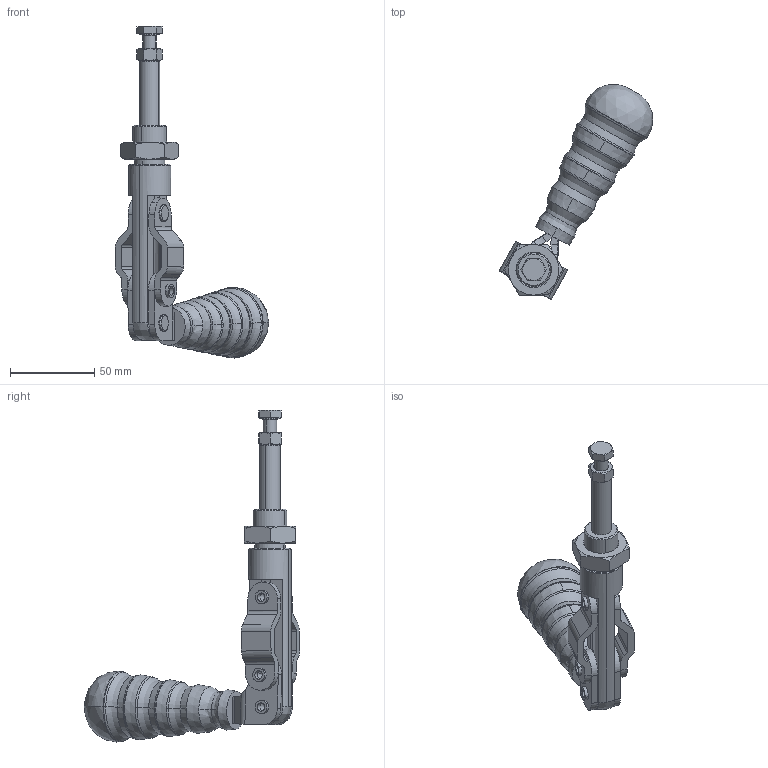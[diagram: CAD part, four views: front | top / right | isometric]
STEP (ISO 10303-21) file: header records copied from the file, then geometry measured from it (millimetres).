
FILE_DESCRIPTION((''),'2;1');
FILE_NAME('381.stp','2005-09-01T11:38:31',('CAD'),(''),'Autodesk Inventor 8','Autodesk Inventor 8','');
FILE_SCHEMA(('AUTOMOTIVE_DESIGN { 1 0 10303 214 1 1 1 1 }'));
Length unit declared in the file: millimetre
Products named in the file (1): Part30
Bounding box: 90.85 x 127.45 x 196.51 mm (x, y, z)
Volume: 138463.2 mm3; surface area: 37122.5 mm2
Topology: 1 solids, 3 shells, 358 faces, 948 edges, 593 vertices
Faces by surface type: plane 105, cylinder 93, bspline 72, cone 66, torus 22
Entity records: 13276 total; most frequent: CARTESIAN_POINT 4576, ORIENTED_EDGE 1872, DIRECTION 1856, EDGE_CURVE 936, AXIS2_PLACEMENT_3D 733, VERTEX_POINT 593, CIRCLE 444, VECTOR 390
